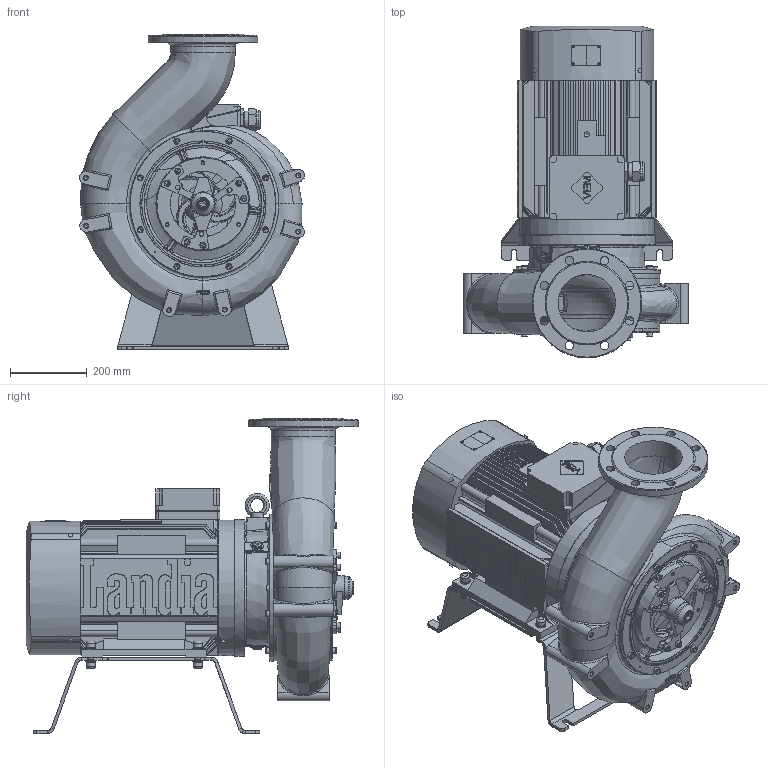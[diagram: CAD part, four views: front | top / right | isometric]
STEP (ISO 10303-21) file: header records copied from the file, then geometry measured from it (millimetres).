
FILE_DESCRIPTION(/* description */ ('MPTK-I-150'),/* implementation_level */ '2;1');
FILE_NAME(/* name */ 'MPTK-I-150-1500rpm.stp',/* time_stamp */ '2016-06-22T10:03:17+02:00',/* author */ ('mgu'),/* organization */ (''),/* preprocessor_version */ 'ST-DEVELOPER v15.2',/* originating_system */ 'Autodesk Inventor 2014',/* authorisation */ '');
FILE_SCHEMA (('AUTOMOTIVE_DESIGN { 1 0 10303 214 3 1 1 }'));
Length unit declared in the file: millimetre
Products named in the file (1): MPTK-I-150-1500rpm
Bounding box: 585.95 x 864.5 x 822 mm (x, y, z)
Volume: 34744910.1 mm3; surface area: 5964942.7 mm2
Topology: 2 solids, 2 shells, 4898 faces, 13586 edges, 8776 vertices
Faces by surface type: plane 3132, cylinder 645, bspline 552, cone 286, torus 253, sphere 30
Full cylindrical faces by diameter (mm): 3.2 x8, 4 x5, 6.5 x4, 8.376 x3, 10.106 x12, 11.053 x4, 11.445 x1, 11.5 x4, 12 x10, 13 x10, 13.835 x2, 15 x4, 16 x25, 18 x16, 21 x3, 21.835 x2, 22 x8, 24 x15, 24.7 x4, 25 x1, 26.1 x8, 32 x1, 37.7 x1, 38.376 x3, 42 x1, 46 x1, 50 x1, 55 x1, 60 x1, 63 x2
Entity records: 181634 total; most frequent: CARTESIAN_POINT 63600, ORIENTED_EDGE 26078, DIRECTION 21681, EDGE_CURVE 13036, VERTEX_POINT 8649, LINE 8585, VECTOR 8585, AXIS2_PLACEMENT_3D 6548
